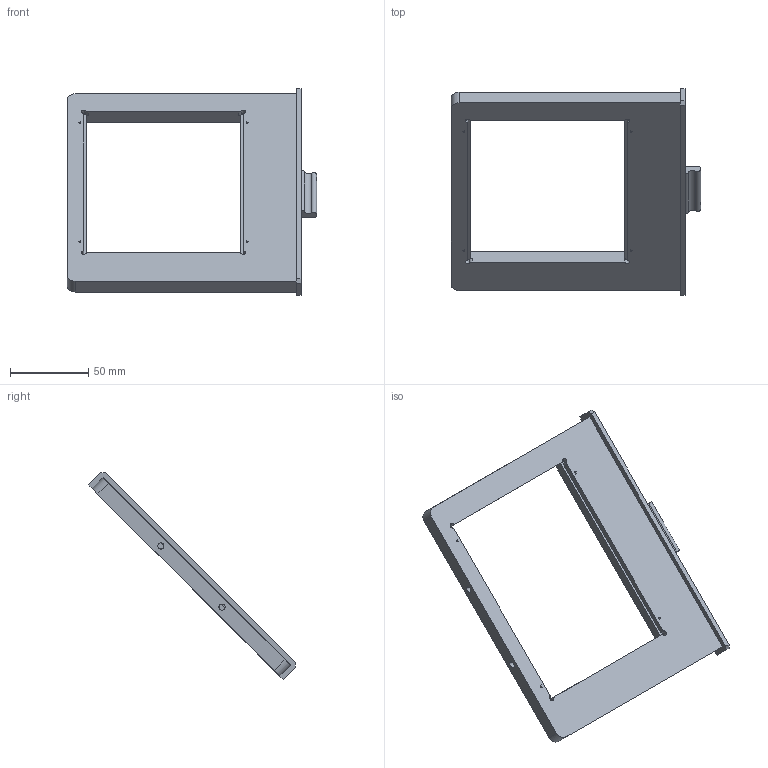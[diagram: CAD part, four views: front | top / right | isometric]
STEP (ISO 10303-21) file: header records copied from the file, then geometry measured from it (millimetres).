
FILE_DESCRIPTION(/* description */ (''),/* implementation_level */ '2;1');
FILE_NAME(/* name */ 'mirror_holder.stp',/* time_stamp */ '2024-05-01T16:15:59+10:00',/* author */ ('uqtvodoa'),/* organization */ (''),/* preprocessor_version */ 'ST-DEVELOPER v19.2',/* originating_system */ 'Autodesk Inventor 2024',/* authorisation */ '');
FILE_SCHEMA (('AUTOMOTIVE_DESIGN { 1 0 10303 214 3 1 1 }'));
Length unit declared in the file: inch
Products named in the file (1): mirror_holder
Bounding box: 159.5 x 132.23 x 132.23 mm (x, y, z)
Volume: 125512.6 mm3; surface area: 38594.2 mm2
Topology: 1 solids, 1 shells, 56 faces, 155 edges, 103 vertices
Faces by surface type: plane 38, cylinder 18
Full cylindrical faces by diameter (mm): 4 x2
Entity records: 1917 total; most frequent: CARTESIAN_POINT 315, ORIENTED_EDGE 310, DIRECTION 305, EDGE_CURVE 155, LINE 119, VECTOR 119, VERTEX_POINT 103, AXIS2_PLACEMENT_3D 93
